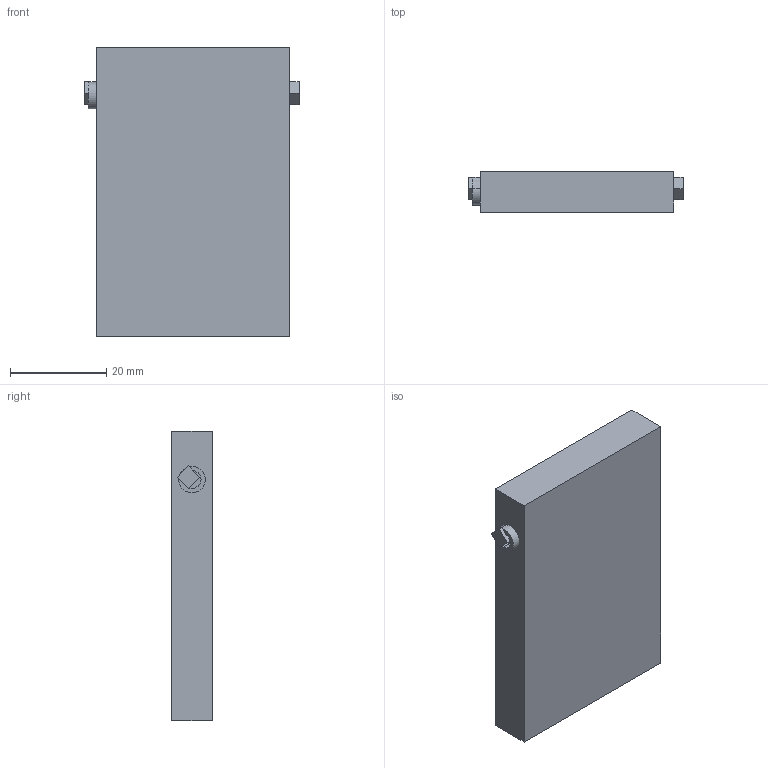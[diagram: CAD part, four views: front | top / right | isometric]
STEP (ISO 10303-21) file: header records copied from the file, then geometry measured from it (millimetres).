
FILE_DESCRIPTION(/* description */ (''),/* implementation_level */ '2;1');
FILE_NAME(/* name */ 'Assembly.stp',/* time_stamp */ '2025-01-31T10:55:56-05:00',/* author */ ('sara_'),/* organization */ (''),/* preprocessor_version */ 'ST-DEVELOPER v19.2',/* originating_system */ 'Autodesk Inventor 2024',/* authorisation */ '');
FILE_SCHEMA (('AUTOMOTIVE_DESIGN { 1 0 10303 214 3 1 1 }'));
Length unit declared in the file: millimetre
Products named in the file (3): Assembly; Rampa Separador; Parte del servo
Assembly tree (2 placements, depth 2):
  Assembly
    Rampa Separador
    Parte del servo
Bounding box: 44.45 x 8.5 x 60 mm (x, y, z)
Volume: 6816.8 mm3; surface area: 7985.8 mm2
Topology: 2 solids, 2 shells, 61 faces, 159 edges, 106 vertices
Faces by surface type: cylinder 33, plane 28
Full cylindrical faces by diameter (mm): 1.6 x1, 4.15 x1, 5.5 x1
Entity records: 2047 total; most frequent: DIRECTION 357, CARTESIAN_POINT 331, ORIENTED_EDGE 318, EDGE_CURVE 159, AXIS2_PLACEMENT_3D 132, VERTEX_POINT 106, LINE 93, VECTOR 93
